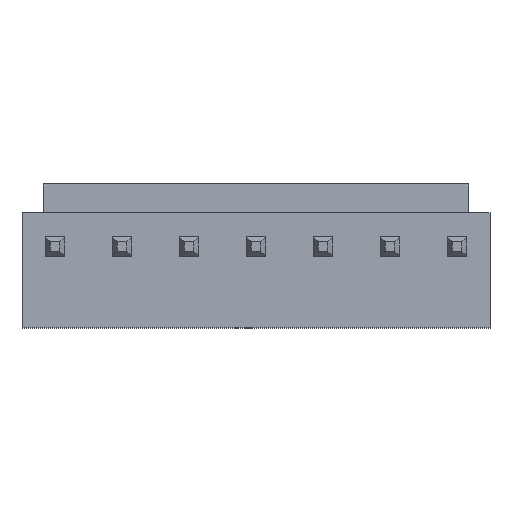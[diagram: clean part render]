
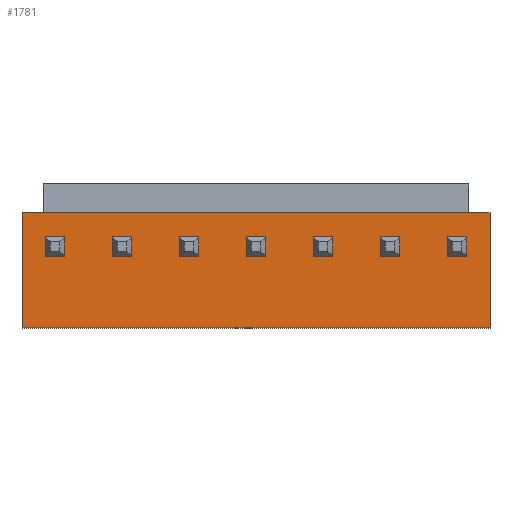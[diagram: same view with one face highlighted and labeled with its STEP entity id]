
A CAD part, top view. The second image highlights one B-rep face of the part: STEP entity #1781.
In plain terms, the highlighted planar face has unit normal (0, 0, 1).
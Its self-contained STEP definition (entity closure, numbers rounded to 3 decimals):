
#16=CARTESIAN_POINT('',(-8.49,-0.57,3.2));
#17=VERTEX_POINT('',#16);
#34=CARTESIAN_POINT('',(-8.49,0.57,3.2));
#35=VERTEX_POINT('',#34);
#42=CARTESIAN_POINT('',(-8.49,0.0,3.2));
#43=DIRECTION('',(0.0,1.0,0.0));
#44=VECTOR('',#43,1.0);
#45=LINE('',#42,#44);
#46=EDGE_CURVE('n� 2192',#17,#35,#45,.T.);
#56=CARTESIAN_POINT('',(-0.57,-0.57,3.2));
#57=VERTEX_POINT('',#56);
#74=CARTESIAN_POINT('',(-0.57,0.57,3.2));
#75=VERTEX_POINT('',#74);
#82=CARTESIAN_POINT('',(-0.57,0.0,3.2));
#83=DIRECTION('',(0.0,1.0,0.0));
#84=VECTOR('',#83,1.0);
#85=LINE('',#82,#84);
#86=EDGE_CURVE('n� 2171',#57,#75,#85,.T.);
#96=CARTESIAN_POINT('',(7.35,-0.57,3.2));
#97=VERTEX_POINT('',#96);
#114=CARTESIAN_POINT('',(7.35,0.57,3.2));
#115=VERTEX_POINT('',#114);
#122=CARTESIAN_POINT('',(7.35,0.0,3.2));
#123=DIRECTION('',(0.0,1.0,0.0));
#124=VECTOR('',#123,1.0);
#125=LINE('',#122,#124);
#126=EDGE_CURVE('n� 2150',#97,#115,#125,.T.);
#136=CARTESIAN_POINT('',(11.31,-0.57,3.2));
#137=VERTEX_POINT('',#136);
#154=CARTESIAN_POINT('',(11.31,0.57,3.2));
#155=VERTEX_POINT('',#154);
#162=CARTESIAN_POINT('',(11.31,0.0,3.2));
#163=DIRECTION('',(0.0,1.0,0.0));
#164=VECTOR('',#163,1.0);
#165=LINE('',#162,#164);
#166=EDGE_CURVE('n� 2129',#137,#155,#165,.T.);
#176=CARTESIAN_POINT('',(3.39,-0.57,3.2));
#177=VERTEX_POINT('',#176);
#194=CARTESIAN_POINT('',(3.39,0.57,3.2));
#195=VERTEX_POINT('',#194);
#202=CARTESIAN_POINT('',(3.39,0.0,3.2));
#203=DIRECTION('',(0.0,1.0,0.0));
#204=VECTOR('',#203,1.0);
#205=LINE('',#202,#204);
#206=EDGE_CURVE('n� 2108',#177,#195,#205,.T.);
#216=CARTESIAN_POINT('',(-4.53,-0.57,3.2));
#217=VERTEX_POINT('',#216);
#234=CARTESIAN_POINT('',(-4.53,0.57,3.2));
#235=VERTEX_POINT('',#234);
#242=CARTESIAN_POINT('',(-4.53,0.0,3.2));
#243=DIRECTION('',(0.0,1.0,0.0));
#244=VECTOR('',#243,1.0);
#245=LINE('',#242,#244);
#246=EDGE_CURVE('n� 2087',#217,#235,#245,.T.);
#256=CARTESIAN_POINT('',(-12.45,-0.57,3.2));
#257=VERTEX_POINT('',#256);
#274=CARTESIAN_POINT('',(-12.45,0.57,3.2));
#275=VERTEX_POINT('',#274);
#282=CARTESIAN_POINT('',(-12.45,0.0,3.2));
#283=DIRECTION('',(0.0,1.0,0.0));
#284=VECTOR('',#283,1.0);
#285=LINE('',#282,#284);
#286=EDGE_CURVE('n� 2066',#257,#275,#285,.T.);
#336=CARTESIAN_POINT('',(-7.35,-0.57,3.2));
#337=VERTEX_POINT('',#336);
#353=CARTESIAN_POINT('',(-7.92,-0.57,3.2));
#354=DIRECTION('',(-1.0,0.0,0.0));
#355=VECTOR('',#354,1.0);
#356=LINE('',#353,#355);
#357=EDGE_CURVE('n� 2024',#337,#17,#356,.T.);
#416=CARTESIAN_POINT('',(-7.35,0.57,3.2));
#417=VERTEX_POINT('',#416);
#424=CARTESIAN_POINT('',(-7.92,0.57,3.2));
#425=DIRECTION('',(1.0,0.0,-0.0));
#426=VECTOR('',#425,1.0);
#427=LINE('',#424,#426);
#428=EDGE_CURVE('n� 1982',#35,#417,#427,.T.);
#438=CARTESIAN_POINT('',(0.57,-0.57,3.2));
#439=VERTEX_POINT('',#438);
#455=CARTESIAN_POINT('',(0.0,-0.57,3.2));
#456=DIRECTION('',(-1.0,0.0,0.0));
#457=VECTOR('',#456,1.0);
#458=LINE('',#455,#457);
#459=EDGE_CURVE('n� 1961',#439,#57,#458,.T.);
#518=CARTESIAN_POINT('',(0.57,0.57,3.2));
#519=VERTEX_POINT('',#518);
#526=CARTESIAN_POINT('',(0.0,0.57,3.2));
#527=DIRECTION('',(1.0,0.0,-0.0));
#528=VECTOR('',#527,1.0);
#529=LINE('',#526,#528);
#530=EDGE_CURVE('n� 1919',#75,#519,#529,.T.);
#540=CARTESIAN_POINT('',(8.49,-0.57,3.2));
#541=VERTEX_POINT('',#540);
#557=CARTESIAN_POINT('',(7.92,-0.57,3.2));
#558=DIRECTION('',(-1.0,0.0,0.0));
#559=VECTOR('',#558,1.0);
#560=LINE('',#557,#559);
#561=EDGE_CURVE('n� 1898',#541,#97,#560,.T.);
#620=CARTESIAN_POINT('',(8.49,0.57,3.2));
#621=VERTEX_POINT('',#620);
#628=CARTESIAN_POINT('',(7.92,0.57,3.2));
#629=DIRECTION('',(1.0,0.0,-0.0));
#630=VECTOR('',#629,1.0);
#631=LINE('',#628,#630);
#632=EDGE_CURVE('n� 1856',#115,#621,#631,.T.);
#642=CARTESIAN_POINT('',(12.45,-0.57,3.2));
#643=VERTEX_POINT('',#642);
#659=CARTESIAN_POINT('',(11.88,-0.57,3.2));
#660=DIRECTION('',(-1.0,0.0,0.0));
#661=VECTOR('',#660,1.0);
#662=LINE('',#659,#661);
#663=EDGE_CURVE('n� 1835',#643,#137,#662,.T.);
#722=CARTESIAN_POINT('',(12.45,0.57,3.2));
#723=VERTEX_POINT('',#722);
#730=CARTESIAN_POINT('',(11.88,0.57,3.2));
#731=DIRECTION('',(1.0,0.0,-0.0));
#732=VECTOR('',#731,1.0);
#733=LINE('',#730,#732);
#734=EDGE_CURVE('n� 1793',#155,#723,#733,.T.);
#744=CARTESIAN_POINT('',(4.53,-0.57,3.2));
#745=VERTEX_POINT('',#744);
#761=CARTESIAN_POINT('',(3.96,-0.57,3.2));
#762=DIRECTION('',(-1.0,0.0,0.0));
#763=VECTOR('',#762,1.0);
#764=LINE('',#761,#763);
#765=EDGE_CURVE('n� 1772',#745,#177,#764,.T.);
#824=CARTESIAN_POINT('',(4.53,0.57,3.2));
#825=VERTEX_POINT('',#824);
#832=CARTESIAN_POINT('',(3.96,0.57,3.2));
#833=DIRECTION('',(1.0,0.0,-0.0));
#834=VECTOR('',#833,1.0);
#835=LINE('',#832,#834);
#836=EDGE_CURVE('n� 1730',#195,#825,#835,.T.);
#846=CARTESIAN_POINT('',(-3.39,-0.57,3.2));
#847=VERTEX_POINT('',#846);
#863=CARTESIAN_POINT('',(-3.96,-0.57,3.2));
#864=DIRECTION('',(-1.0,0.0,0.0));
#865=VECTOR('',#864,1.0);
#866=LINE('',#863,#865);
#867=EDGE_CURVE('n� 1709',#847,#217,#866,.T.);
#926=CARTESIAN_POINT('',(-3.39,0.57,3.2));
#927=VERTEX_POINT('',#926);
#934=CARTESIAN_POINT('',(-3.96,0.57,3.2));
#935=DIRECTION('',(1.0,0.0,-0.0));
#936=VECTOR('',#935,1.0);
#937=LINE('',#934,#936);
#938=EDGE_CURVE('n� 1667',#235,#927,#937,.T.);
#948=CARTESIAN_POINT('',(-11.31,-0.57,3.2));
#949=VERTEX_POINT('',#948);
#965=CARTESIAN_POINT('',(-11.88,-0.57,3.2));
#966=DIRECTION('',(-1.0,0.0,0.0));
#967=VECTOR('',#966,1.0);
#968=LINE('',#965,#967);
#969=EDGE_CURVE('n� 1646',#949,#257,#968,.T.);
#1028=CARTESIAN_POINT('',(-11.31,0.57,3.2));
#1029=VERTEX_POINT('',#1028);
#1036=CARTESIAN_POINT('',(-11.88,0.57,3.2));
#1037=DIRECTION('',(1.0,0.0,-0.0));
#1038=VECTOR('',#1037,1.0);
#1039=LINE('',#1036,#1038);
#1040=EDGE_CURVE('n� 1604',#275,#1029,#1039,.T.);
#1081=CARTESIAN_POINT('',(12.58,2.0,3.2));
#1082=VERTEX_POINT('',#1081);
#1090=CARTESIAN_POINT('',(-12.58,2.0,3.2));
#1091=VERTEX_POINT('',#1090);
#1098=CARTESIAN_POINT('',(0.0,2.0,3.2));
#1099=DIRECTION('',(-1.0,0.0,0.0));
#1100=VECTOR('',#1099,1.0);
#1101=LINE('',#1098,#1100);
#1102=EDGE_CURVE('n� 1029',#1082,#1091,#1101,.T.);
#1120=CARTESIAN_POINT('',(-7.35,-1.4,3.2));
#1121=DIRECTION('',(0.0,-1.0,0.0));
#1122=VECTOR('',#1121,1.0);
#1123=LINE('',#1120,#1122);
#1124=EDGE_CURVE('n� 1022',#417,#337,#1123,.T.);
#1142=CARTESIAN_POINT('',(0.57,-1.4,3.2));
#1143=DIRECTION('',(0.0,-1.0,0.0));
#1144=VECTOR('',#1143,1.0);
#1145=LINE('',#1142,#1144);
#1146=EDGE_CURVE('n� 1018',#519,#439,#1145,.T.);
#1164=CARTESIAN_POINT('',(8.49,-1.4,3.2));
#1165=DIRECTION('',(0.0,-1.0,0.0));
#1166=VECTOR('',#1165,1.0);
#1167=LINE('',#1164,#1166);
#1168=EDGE_CURVE('n� 1014',#621,#541,#1167,.T.);
#1186=CARTESIAN_POINT('',(12.45,-1.4,3.2));
#1187=DIRECTION('',(0.0,-1.0,0.0));
#1188=VECTOR('',#1187,1.0);
#1189=LINE('',#1186,#1188);
#1190=EDGE_CURVE('n� 1010',#723,#643,#1189,.T.);
#1208=CARTESIAN_POINT('',(4.53,-1.4,3.2));
#1209=DIRECTION('',(0.0,-1.0,0.0));
#1210=VECTOR('',#1209,1.0);
#1211=LINE('',#1208,#1210);
#1212=EDGE_CURVE('n� 1006',#825,#745,#1211,.T.);
#1230=CARTESIAN_POINT('',(-3.39,-1.4,3.2));
#1231=DIRECTION('',(0.0,-1.0,0.0));
#1232=VECTOR('',#1231,1.0);
#1233=LINE('',#1230,#1232);
#1234=EDGE_CURVE('n� 1002',#927,#847,#1233,.T.);
#1252=CARTESIAN_POINT('',(-11.31,-1.4,3.2));
#1253=DIRECTION('',(0.0,-1.0,0.0));
#1254=VECTOR('',#1253,1.0);
#1255=LINE('',#1252,#1254);
#1256=EDGE_CURVE('n� 998',#1029,#949,#1255,.T.);
#1548=CARTESIAN_POINT('',(-13.83,2.0,3.2));
#1549=VERTEX_POINT('',#1548);
#1556=CARTESIAN_POINT('',(0.0,2.0,3.2));
#1557=DIRECTION('',(-1.0,-0.0,0.));
#1558=VECTOR('',#1557,1.0);
#1559=LINE('',#1556,#1558);
#1560=EDGE_CURVE('n� 1028',#1091,#1549,#1559,.T.);
#1678=CARTESIAN_POINT('',(13.83,2.0,3.2));
#1679=VERTEX_POINT('',#1678);
#1693=CARTESIAN_POINT('',(0.0,2.0,3.2));
#1694=DIRECTION('',(-1.0,0.0,0.));
#1695=VECTOR('',#1694,1.0);
#1696=LINE('',#1693,#1695);
#1697=EDGE_CURVE('n� 1030',#1679,#1082,#1696,.T.);
#1707=ORIENTED_EDGE('',*,*,#1040,.T.);
#1708=ORIENTED_EDGE('',*,*,#1256,.T.);
#1709=ORIENTED_EDGE('',*,*,#969,.T.);
#1710=ORIENTED_EDGE('',*,*,#286,.T.);
#1711=EDGE_LOOP('',(#1707,#1708,#1709,#1710));
#1712=FACE_OUTER_BOUND('',#1711,.T.);
#1713=ORIENTED_EDGE('',*,*,#938,.T.);
#1714=ORIENTED_EDGE('',*,*,#1234,.T.);
#1715=ORIENTED_EDGE('',*,*,#867,.T.);
#1716=ORIENTED_EDGE('',*,*,#246,.T.);
#1717=EDGE_LOOP('',(#1713,#1714,#1715,#1716));
#1718=FACE_BOUND('',#1717,.T.);
#1719=ORIENTED_EDGE('',*,*,#836,.T.);
#1720=ORIENTED_EDGE('',*,*,#1212,.T.);
#1721=ORIENTED_EDGE('',*,*,#765,.T.);
#1722=ORIENTED_EDGE('',*,*,#206,.T.);
#1723=EDGE_LOOP('',(#1719,#1720,#1721,#1722));
#1724=FACE_BOUND('',#1723,.T.);
#1725=ORIENTED_EDGE('',*,*,#734,.T.);
#1726=ORIENTED_EDGE('',*,*,#1190,.T.);
#1727=ORIENTED_EDGE('',*,*,#663,.T.);
#1728=ORIENTED_EDGE('',*,*,#166,.T.);
#1729=EDGE_LOOP('',(#1725,#1726,#1727,#1728));
#1730=FACE_BOUND('',#1729,.T.);
#1731=ORIENTED_EDGE('',*,*,#632,.T.);
#1732=ORIENTED_EDGE('',*,*,#1168,.T.);
#1733=ORIENTED_EDGE('',*,*,#561,.T.);
#1734=ORIENTED_EDGE('',*,*,#126,.T.);
#1735=EDGE_LOOP('',(#1731,#1732,#1733,#1734));
#1736=FACE_BOUND('',#1735,.T.);
#1737=ORIENTED_EDGE('',*,*,#530,.T.);
#1738=ORIENTED_EDGE('',*,*,#1146,.T.);
#1739=ORIENTED_EDGE('',*,*,#459,.T.);
#1740=ORIENTED_EDGE('',*,*,#86,.T.);
#1741=EDGE_LOOP('',(#1737,#1738,#1739,#1740));
#1742=FACE_BOUND('',#1741,.T.);
#1743=ORIENTED_EDGE('',*,*,#428,.T.);
#1744=ORIENTED_EDGE('',*,*,#1124,.T.);
#1745=ORIENTED_EDGE('',*,*,#357,.T.);
#1746=ORIENTED_EDGE('',*,*,#46,.T.);
#1747=EDGE_LOOP('',(#1743,#1744,#1745,#1746));
#1748=FACE_BOUND('',#1747,.T.);
#1749=CARTESIAN_POINT('',(-13.83,-4.8,3.2));
#1750=VERTEX_POINT('',#1749);
#1751=CARTESIAN_POINT('',(-13.83,-1.4,3.2));
#1752=DIRECTION('',(0.0,-1.0,0.0));
#1753=VECTOR('',#1752,1.0);
#1754=LINE('',#1751,#1753);
#1755=EDGE_CURVE('n� 532',#1549,#1750,#1754,.T.);
#1756=ORIENTED_EDGE('',*,*,#1755,.T.);
#1757=CARTESIAN_POINT('',(13.83,-4.8,3.2));
#1758=VERTEX_POINT('',#1757);
#1759=CARTESIAN_POINT('',(0.0,-4.8,3.2));
#1760=DIRECTION('',(-1.0,0.0,0.0));
#1761=VECTOR('',#1760,1.0);
#1762=LINE('',#1759,#1761);
#1763=EDGE_CURVE('n� 468',#1758,#1750,#1762,.T.);
#1764=ORIENTED_EDGE('',*,*,#1763,.F.);
#1765=CARTESIAN_POINT('',(13.83,-1.4,3.2));
#1766=DIRECTION('',(0.0,-1.0,0.0));
#1767=VECTOR('',#1766,1.0);
#1768=LINE('',#1765,#1767);
#1769=EDGE_CURVE('n� 489',#1679,#1758,#1768,.T.);
#1770=ORIENTED_EDGE('',*,*,#1769,.F.);
#1771=ORIENTED_EDGE('',*,*,#1697,.T.);
#1772=ORIENTED_EDGE('',*,*,#1102,.T.);
#1773=ORIENTED_EDGE('',*,*,#1560,.T.);
#1774=EDGE_LOOP('',(#1756,#1764,#1770,#1771,#1772,#1773));
#1775=FACE_BOUND('',#1774,.T.);
#1776=CARTESIAN_POINT('',(-13.83,2.0,3.2));
#1777=DIRECTION('',(0.0,0.0,1.0));
#1778=DIRECTION('',(0.0,-1.0,-0.0));
#1779=AXIS2_PLACEMENT_3D('',#1776,#1777,#1778);
#1780=PLANE('',#1779);
#1781=ADVANCED_FACE('n� 988',(#1712,#1718,#1724,#1730,#1736,#1742,#1748,#1775),#1780,.T.);
